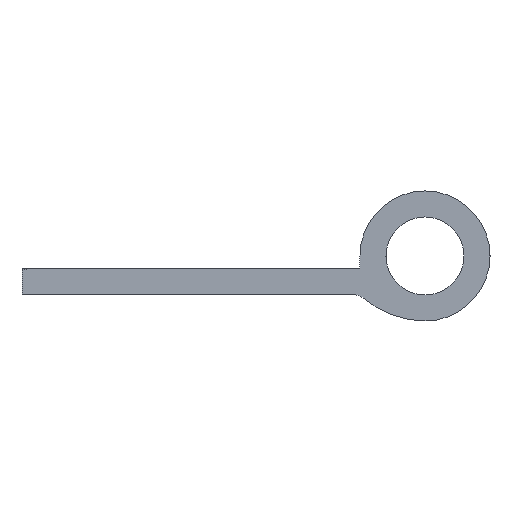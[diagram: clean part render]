
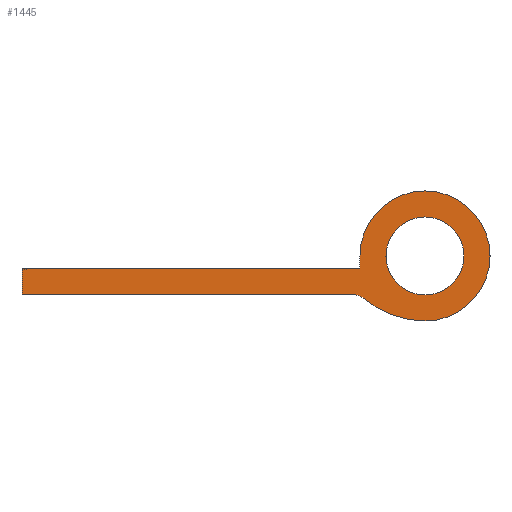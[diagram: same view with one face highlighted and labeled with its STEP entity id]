
A CAD part, left-side view. The second image highlights one B-rep face of the part: STEP entity #1445.
In plain terms, the highlighted planar face has unit normal (-1, 0, 0).
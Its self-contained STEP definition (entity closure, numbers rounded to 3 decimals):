
#163=FACE_BOUND('',#355,.T.);
#183=PLANE('',#1514);
#261=FACE_OUTER_BOUND('',#354,.T.);
#354=EDGE_LOOP('',(#1340,#1341,#1342,#1343,#1344,#1345,#1346));
#355=EDGE_LOOP('',(#1347));
#364=LINE('',#1767,#463);
#380=LINE('',#1823,#479);
#452=LINE('',#2662,#551);
#456=LINE('',#2673,#555);
#463=VECTOR('',#1544,10.);
#479=VECTOR('',#1594,10.);
#551=VECTOR('',#1718,10.);
#555=VECTOR('',#1734,10.);
#558=CIRCLE('',#1458,0.5);
#560=CIRCLE('',#1461,3.7);
#580=CIRCLE('',#1507,1.5);
#581=CIRCLE('',#1511,2.5);
#585=VERTEX_POINT('',#1745);
#586=VERTEX_POINT('',#1747);
#588=VERTEX_POINT('',#1753);
#593=VERTEX_POINT('',#1766);
#615=VERTEX_POINT('',#1820);
#616=VERTEX_POINT('',#1822);
#724=VERTEX_POINT('',#2658);
#725=VERTEX_POINT('',#2661);
#729=EDGE_CURVE('',#585,#586,#558,.T.);
#733=EDGE_CURVE('',#588,#585,#560,.T.);
#738=EDGE_CURVE('',#593,#586,#364,.T.);
#766=EDGE_CURVE('',#616,#615,#380,.T.);
#929=EDGE_CURVE('',#724,#724,#580,.T.);
#930=EDGE_CURVE('',#725,#616,#452,.T.);
#934=EDGE_CURVE('',#725,#588,#581,.T.);
#936=EDGE_CURVE('',#593,#615,#456,.T.);
#1340=ORIENTED_EDGE('',*,*,#733,.F.);
#1341=ORIENTED_EDGE('',*,*,#934,.F.);
#1342=ORIENTED_EDGE('',*,*,#930,.T.);
#1343=ORIENTED_EDGE('',*,*,#766,.T.);
#1344=ORIENTED_EDGE('',*,*,#936,.F.);
#1345=ORIENTED_EDGE('',*,*,#738,.T.);
#1346=ORIENTED_EDGE('',*,*,#729,.F.);
#1347=ORIENTED_EDGE('',*,*,#929,.T.);
#1445=ADVANCED_FACE('',(#261,#163),#183,.T.);
#1458=AXIS2_PLACEMENT_3D('',#1748,#1524,#1525);
#1461=AXIS2_PLACEMENT_3D('',#1755,#1532,#1533);
#1507=AXIS2_PLACEMENT_3D('',#2659,#1714,#1715);
#1511=AXIS2_PLACEMENT_3D('',#2669,#1726,#1727);
#1514=AXIS2_PLACEMENT_3D('',#2672,#1732,#1733);
#1524=DIRECTION('center_axis',(-1.,0.,0.));
#1525=DIRECTION('ref_axis',(0.,-0.345,0.939));
#1532=DIRECTION('center_axis',(1.,0.,0.));
#1533=DIRECTION('ref_axis',(0.,0.008,-1.));
#1544=DIRECTION('',(0.,-1.,0.));
#1594=DIRECTION('',(0.,1.,0.));
#1714=DIRECTION('center_axis',(1.,0.,0.));
#1715=DIRECTION('ref_axis',(0.,1.,0.));
#1718=DIRECTION('',(0.,0.,-1.));
#1726=DIRECTION('center_axis',(1.,0.,0.));
#1727=DIRECTION('ref_axis',(0.,-0.707,0.707));
#1732=DIRECTION('center_axis',(-1.,0.,0.));
#1733=DIRECTION('ref_axis',(0.,-1.,0.));
#1734=DIRECTION('',(0.,0.,1.));
#1745=CARTESIAN_POINT('',(-19.,-4.133,0.881));
#1747=CARTESIAN_POINT('',(-19.,-3.81,1.));
#1748=CARTESIAN_POINT('Origin',(-19.,-3.81,0.5));
#1753=CARTESIAN_POINT('',(-19.,-6.5,0.));
#1755=CARTESIAN_POINT('Origin',(-19.,-6.53,3.7));
#1766=CARTESIAN_POINT('',(-19.,9.,1.));
#1767=CARTESIAN_POINT('',(-19.,2.5,1.));
#1820=CARTESIAN_POINT('',(-19.,9.,2.));
#1822=CARTESIAN_POINT('',(-19.,-4.,2.));
#1823=CARTESIAN_POINT('',(-19.,9.,2.));
#2658=CARTESIAN_POINT('',(-19.,-8.,2.5));
#2659=CARTESIAN_POINT('Origin',(-19.,-6.5,2.5));
#2661=CARTESIAN_POINT('',(-19.,-4.,2.5));
#2662=CARTESIAN_POINT('',(-19.,-4.,1.));
#2669=CARTESIAN_POINT('Origin',(-19.,-6.5,2.5));
#2672=CARTESIAN_POINT('Origin',(-19.,9.,0.));
#2673=CARTESIAN_POINT('',(-19.,9.,0.));
